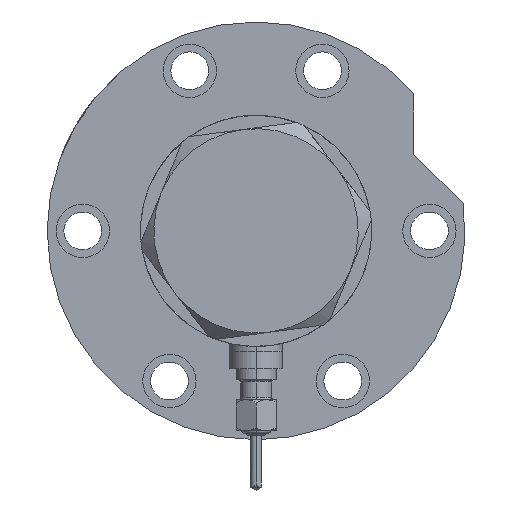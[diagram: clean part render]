
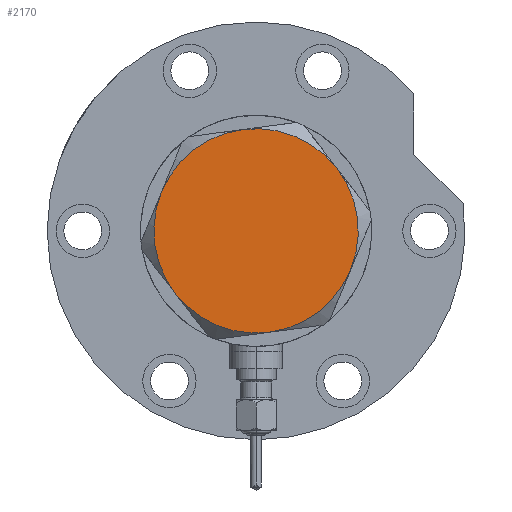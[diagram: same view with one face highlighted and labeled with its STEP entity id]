
A CAD part, left-side view. The second image highlights one B-rep face of the part: STEP entity #2170.
In plain terms, the highlighted face is planar.
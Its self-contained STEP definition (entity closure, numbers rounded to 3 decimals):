
#4 = PLANE ( 'NONE',  #7397 ) ;
#202 = DIRECTION ( 'NONE',  ( 0., 0., 1. ) ) ;
#406 = CIRCLE ( 'NONE', #7292, 23. ) ;
#501 = VERTEX_POINT ( 'NONE', #6873 ) ;
#625 = DIRECTION ( 'NONE',  ( 1., 0., 0. ) ) ;
#704 = CARTESIAN_POINT ( 'NONE',  ( 11.5, 19.919, 9. ) ) ;
#785 = DIRECTION ( 'NONE',  ( 0., 0., 1. ) ) ;
#961 = CARTESIAN_POINT ( 'NONE',  ( 23., 0., 9. ) ) ;
#1119 = CIRCLE ( 'NONE', #2366, 23. ) ;
#1278 = DIRECTION ( 'NONE',  ( 1., 0., 0. ) ) ;
#1299 = VERTEX_POINT ( 'NONE', #704 ) ;
#1355 = CARTESIAN_POINT ( 'NONE',  ( 0., 0., 9. ) ) ;
#1806 = AXIS2_PLACEMENT_3D ( 'NONE', #5459, #202, #8015 ) ;
#1947 = CARTESIAN_POINT ( 'NONE',  ( 0., 0., 9. ) ) ;
#2124 = DIRECTION ( 'NONE',  ( 1., 0., 0. ) ) ;
#2170 = ADVANCED_FACE ( 'NONE', ( #3237 ), #4, .T. ) ;
#2283 = ORIENTED_EDGE ( 'NONE', *, *, #7187, .T. ) ;
#2366 = AXIS2_PLACEMENT_3D ( 'NONE', #5793, #3256, #7826 ) ;
#2371 = AXIS2_PLACEMENT_3D ( 'NONE', #6651, #7373, #2124 ) ;
#2596 = DIRECTION ( 'NONE',  ( 1., 0., 0. ) ) ;
#2614 = EDGE_CURVE ( 'NONE', #6528, #1299, #4380, .T. ) ;
#2836 = EDGE_LOOP ( 'NONE', ( #3698, #7467, #7558, #5069, #2283, #4340 ) ) ;
#2974 = EDGE_CURVE ( 'NONE', #6034, #6528, #4777, .T. ) ;
#3237 = FACE_OUTER_BOUND ( 'NONE', #2836, .T. ) ;
#3256 = DIRECTION ( 'NONE',  ( 0., 0., 1. ) ) ;
#3474 = DIRECTION ( 'NONE',  ( 0., 0., 1. ) ) ;
#3698 = ORIENTED_EDGE ( 'NONE', *, *, #2974, .T. ) ;
#3901 = DIRECTION ( 'NONE',  ( 0., 0., 1. ) ) ;
#4117 = CARTESIAN_POINT ( 'NONE',  ( 0., 0., 9. ) ) ;
#4340 = ORIENTED_EDGE ( 'NONE', *, *, #8018, .T. ) ;
#4380 = CIRCLE ( 'NONE', #7250, 23. ) ;
#4433 = CIRCLE ( 'NONE', #2371, 23. ) ;
#4562 = CARTESIAN_POINT ( 'NONE',  ( 11.5, -19.919, 9. ) ) ;
#4777 = CIRCLE ( 'NONE', #6287, 23. ) ;
#4843 = DIRECTION ( 'NONE',  ( 1., 0., 0. ) ) ;
#5069 = ORIENTED_EDGE ( 'NONE', *, *, #5332, .T. ) ;
#5332 = EDGE_CURVE ( 'NONE', #6726, #7874, #406, .T. ) ;
#5459 = CARTESIAN_POINT ( 'NONE',  ( 0., 0., 9. ) ) ;
#5793 = CARTESIAN_POINT ( 'NONE',  ( 0., 0., 9. ) ) ;
#5852 = DIRECTION ( 'NONE',  ( 0., 0., 1. ) ) ;
#6034 = VERTEX_POINT ( 'NONE', #4562 ) ;
#6066 = CIRCLE ( 'NONE', #1806, 23. ) ;
#6287 = AXIS2_PLACEMENT_3D ( 'NONE', #1355, #785, #1278 ) ;
#6528 = VERTEX_POINT ( 'NONE', #961 ) ;
#6562 = CARTESIAN_POINT ( 'NONE',  ( -11.5, 19.919, 9. ) ) ;
#6651 = CARTESIAN_POINT ( 'NONE',  ( 0., 0., 9. ) ) ;
#6726 = VERTEX_POINT ( 'NONE', #6562 ) ;
#6873 = CARTESIAN_POINT ( 'NONE',  ( -11.5, -19.919, 9. ) ) ;
#7005 = CARTESIAN_POINT ( 'NONE',  ( -23., 0., 9. ) ) ;
#7187 = EDGE_CURVE ( 'NONE', #7874, #501, #6066, .T. ) ;
#7250 = AXIS2_PLACEMENT_3D ( 'NONE', #4117, #3474, #4843 ) ;
#7292 = AXIS2_PLACEMENT_3D ( 'NONE', #8392, #3901, #625 ) ;
#7373 = DIRECTION ( 'NONE',  ( 0., 0., 1. ) ) ;
#7397 = AXIS2_PLACEMENT_3D ( 'NONE', #1947, #5852, #2596 ) ;
#7467 = ORIENTED_EDGE ( 'NONE', *, *, #2614, .T. ) ;
#7477 = EDGE_CURVE ( 'NONE', #1299, #6726, #1119, .T. ) ;
#7558 = ORIENTED_EDGE ( 'NONE', *, *, #7477, .T. ) ;
#7826 = DIRECTION ( 'NONE',  ( 1., 0., 0. ) ) ;
#7874 = VERTEX_POINT ( 'NONE', #7005 ) ;
#8015 = DIRECTION ( 'NONE',  ( 1., 0., 0. ) ) ;
#8018 = EDGE_CURVE ( 'NONE', #501, #6034, #4433, .T. ) ;
#8392 = CARTESIAN_POINT ( 'NONE',  ( 0., 0., 9. ) ) ;
